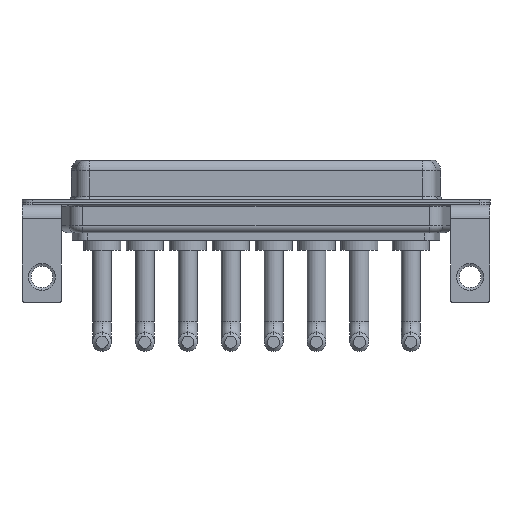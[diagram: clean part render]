
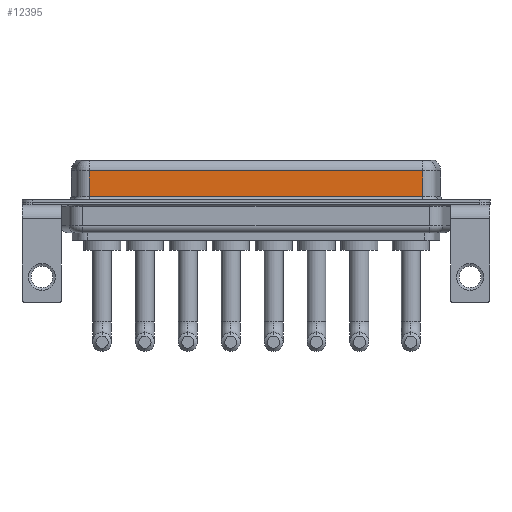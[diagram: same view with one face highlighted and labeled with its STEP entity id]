
A CAD part, front view. The second image highlights one B-rep face of the part: STEP entity #12395.
In plain terms, the highlighted planar face has unit normal (0, -1, 0).
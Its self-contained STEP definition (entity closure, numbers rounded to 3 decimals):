
#95 = VERTEX_POINT ( 'NONE', #3817 ) ;
#780 = AXIS2_PLACEMENT_3D ( 'NONE', #11159, #6774, #5704 ) ;
#1571 = VERTEX_POINT ( 'NONE', #13910 ) ;
#1859 = VECTOR ( 'NONE', #12916, 1000. ) ;
#2046 = DIRECTION ( 'NONE',  ( 1., 0., 0. ) ) ;
#2757 = EDGE_LOOP ( 'NONE', ( #13602, #8986, #3126, #11246 ) ) ;
#2778 = VECTOR ( 'NONE', #2046, 1000. ) ;
#2998 = VECTOR ( 'NONE', #12375, 1000. ) ;
#3126 = ORIENTED_EDGE ( 'NONE', *, *, #13026, .T. ) ;
#3817 = CARTESIAN_POINT ( 'NONE',  ( 56.462, -3.95, 0.9 ) ) ;
#4938 = EDGE_CURVE ( 'NONE', #13665, #95, #9791, .T. ) ;
#5704 = DIRECTION ( 'NONE',  ( 0., 0., 1. ) ) ;
#6426 = LINE ( 'NONE', #10952, #10840 ) ;
#6491 = FACE_OUTER_BOUND ( 'NONE', #2757, .T. ) ;
#6610 = EDGE_CURVE ( 'NONE', #1571, #95, #7408, .T. ) ;
#6774 = DIRECTION ( 'NONE',  ( 0., 1., 0. ) ) ;
#7140 = LINE ( 'NONE', #11248, #2998 ) ;
#7408 = LINE ( 'NONE', #12850, #2778 ) ;
#7672 = CARTESIAN_POINT ( 'NONE',  ( 56.462, -3.95, 6.4 ) ) ;
#8773 = DIRECTION ( 'NONE',  ( -1., 0., 0. ) ) ;
#8986 = ORIENTED_EDGE ( 'NONE', *, *, #11593, .T. ) ;
#9716 = CARTESIAN_POINT ( 'NONE',  ( 56.462, -3.95, 4.65 ) ) ;
#9791 = LINE ( 'NONE', #7672, #1859 ) ;
#10811 = PLANE ( 'NONE',  #780 ) ;
#10840 = VECTOR ( 'NONE', #8773, 1000. ) ;
#10905 = CARTESIAN_POINT ( 'NONE',  ( 7.038, -3.95, 4.65 ) ) ;
#10952 = CARTESIAN_POINT ( 'NONE',  ( 56.462, -3.95, 4.65 ) ) ;
#11159 = CARTESIAN_POINT ( 'NONE',  ( 56.462, -3.95, 6.4 ) ) ;
#11246 = ORIENTED_EDGE ( 'NONE', *, *, #6610, .T. ) ;
#11248 = CARTESIAN_POINT ( 'NONE',  ( 7.038, -3.95, 6.4 ) ) ;
#11323 = VERTEX_POINT ( 'NONE', #10905 ) ;
#11593 = EDGE_CURVE ( 'NONE', #13665, #11323, #6426, .T. ) ;
#12375 = DIRECTION ( 'NONE',  ( 0., 0., -1. ) ) ;
#12395 = ADVANCED_FACE ( 'NONE', ( #6491 ), #10811, .F. ) ;
#12850 = CARTESIAN_POINT ( 'NONE',  ( 56.462, -3.95, 0.9 ) ) ;
#12916 = DIRECTION ( 'NONE',  ( 0., 0., -1. ) ) ;
#13026 = EDGE_CURVE ( 'NONE', #11323, #1571, #7140, .T. ) ;
#13602 = ORIENTED_EDGE ( 'NONE', *, *, #4938, .F. ) ;
#13665 = VERTEX_POINT ( 'NONE', #9716 ) ;
#13910 = CARTESIAN_POINT ( 'NONE',  ( 7.038, -3.95, 0.9 ) ) ;
